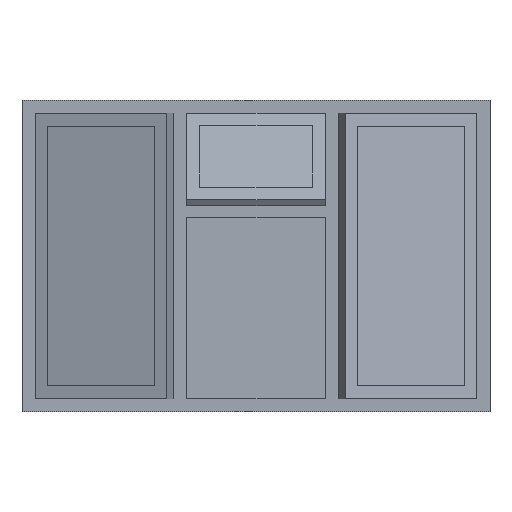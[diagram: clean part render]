
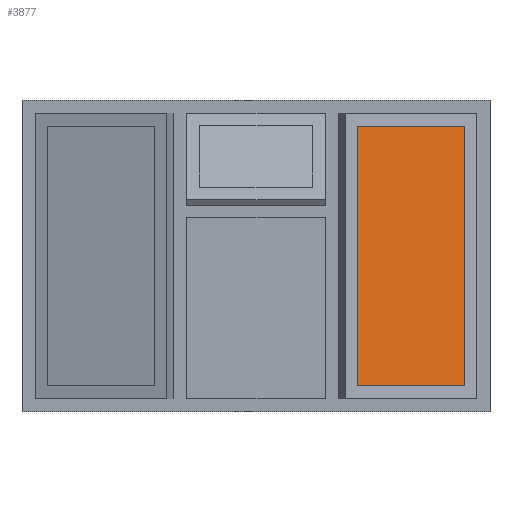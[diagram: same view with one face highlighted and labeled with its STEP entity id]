
A CAD part, front view. The second image highlights one B-rep face of the part: STEP entity #3877.
In plain terms, the highlighted planar face has unit normal (0.309, -0.951, 0).
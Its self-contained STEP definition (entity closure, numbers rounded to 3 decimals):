
#3568 = VERTEX_POINT('',#3569);
#3569 = CARTESIAN_POINT('',(461.776,-149.358,
    604.995));
#3578 = PLANE('',#3579);
#3579 = AXIS2_PLACEMENT_3D('',#3580,#3581,#3582);
#3580 = CARTESIAN_POINT('',(461.776,-149.358,
    604.995));
#3581 = DIRECTION('',(0.,0.,-1.));
#3582 = DIRECTION('',(0.951,0.309,0.)
  );
#3590 = PLANE('',#3591);
#3591 = AXIS2_PLACEMENT_3D('',#3592,#3593,#3594);
#3592 = CARTESIAN_POINT('',(461.776,-149.358,
    -395.005));
#3593 = DIRECTION('',(0.951,0.309,0.)
  );
#3594 = DIRECTION('',(0.,0.,1.));
#3631 = VERTEX_POINT('',#3632);
#3632 = CARTESIAN_POINT('',(873.901,-15.451,
    604.995));
#3646 = PLANE('',#3647);
#3647 = AXIS2_PLACEMENT_3D('',#3648,#3649,#3650);
#3648 = CARTESIAN_POINT('',(873.901,-15.451,
    604.995));
#3649 = DIRECTION('',(-0.951,-0.309,0.
    ));
#3650 = DIRECTION('',(0.,0.,-1.));
#3658 = EDGE_CURVE('',#3568,#3631,#3659,.T.);
#3659 = SURFACE_CURVE('',#3660,(#3664,#3671),.PCURVE_S1.);
#3660 = LINE('',#3661,#3662);
#3661 = CARTESIAN_POINT('',(461.776,-149.358,
    604.995));
#3662 = VECTOR('',#3663,1.);
#3663 = DIRECTION('',(0.951,0.309,0.)
  );
#3664 = PCURVE('',#3578,#3665);
#3665 = DEFINITIONAL_REPRESENTATION('',(#3666),#3670);
#3666 = LINE('',#3667,#3668);
#3667 = CARTESIAN_POINT('',(0.,0.));
#3668 = VECTOR('',#3669,1.);
#3669 = DIRECTION('',(1.,0.));
#3670 = ( GEOMETRIC_REPRESENTATION_CONTEXT(2) 
PARAMETRIC_REPRESENTATION_CONTEXT() REPRESENTATION_CONTEXT('2D SPACE',''
  ) );
#3671 = PCURVE('',#3672,#3677);
#3672 = PLANE('',#3673);
#3673 = AXIS2_PLACEMENT_3D('',#3674,#3675,#3676);
#3674 = CARTESIAN_POINT('',(667.838,-82.405,
    104.995));
#3675 = DIRECTION('',(-0.309,0.951,0.
    ));
#3676 = DIRECTION('',(0.,0.,1.));
#3677 = DEFINITIONAL_REPRESENTATION('',(#3678),#3682);
#3678 = LINE('',#3679,#3680);
#3679 = CARTESIAN_POINT('',(500.,-216.667));
#3680 = VECTOR('',#3681,1.);
#3681 = DIRECTION('',(0.,1.));
#3682 = ( GEOMETRIC_REPRESENTATION_CONTEXT(2) 
PARAMETRIC_REPRESENTATION_CONTEXT() REPRESENTATION_CONTEXT('2D SPACE',''
  ) );
#3712 = VERTEX_POINT('',#3713);
#3713 = CARTESIAN_POINT('',(873.901,-15.451,
    -395.005));
#3727 = PLANE('',#3728);
#3728 = AXIS2_PLACEMENT_3D('',#3729,#3730,#3731);
#3729 = CARTESIAN_POINT('',(873.901,-15.451,
    -395.005));
#3730 = DIRECTION('',(0.,0.,1.));
#3731 = DIRECTION('',(-0.951,-0.309,0.
    ));
#3739 = EDGE_CURVE('',#3631,#3712,#3740,.T.);
#3740 = SURFACE_CURVE('',#3741,(#3745,#3752),.PCURVE_S1.);
#3741 = LINE('',#3742,#3743);
#3742 = CARTESIAN_POINT('',(873.901,-15.451,
    604.995));
#3743 = VECTOR('',#3744,1.);
#3744 = DIRECTION('',(0.,0.,-1.));
#3745 = PCURVE('',#3646,#3746);
#3746 = DEFINITIONAL_REPRESENTATION('',(#3747),#3751);
#3747 = LINE('',#3748,#3749);
#3748 = CARTESIAN_POINT('',(0.,0.));
#3749 = VECTOR('',#3750,1.);
#3750 = DIRECTION('',(1.,0.));
#3751 = ( GEOMETRIC_REPRESENTATION_CONTEXT(2) 
PARAMETRIC_REPRESENTATION_CONTEXT() REPRESENTATION_CONTEXT('2D SPACE',''
  ) );
#3752 = PCURVE('',#3672,#3753);
#3753 = DEFINITIONAL_REPRESENTATION('',(#3754),#3758);
#3754 = LINE('',#3755,#3756);
#3755 = CARTESIAN_POINT('',(500.,216.667));
#3756 = VECTOR('',#3757,1.);
#3757 = DIRECTION('',(-1.,0.));
#3758 = ( GEOMETRIC_REPRESENTATION_CONTEXT(2) 
PARAMETRIC_REPRESENTATION_CONTEXT() REPRESENTATION_CONTEXT('2D SPACE',''
  ) );
#3788 = VERTEX_POINT('',#3789);
#3789 = CARTESIAN_POINT('',(461.776,-149.358,
    -395.005));
#3810 = EDGE_CURVE('',#3712,#3788,#3811,.T.);
#3811 = SURFACE_CURVE('',#3812,(#3816,#3823),.PCURVE_S1.);
#3812 = LINE('',#3813,#3814);
#3813 = CARTESIAN_POINT('',(873.901,-15.451,
    -395.005));
#3814 = VECTOR('',#3815,1.);
#3815 = DIRECTION('',(-0.951,-0.309,0.
    ));
#3816 = PCURVE('',#3727,#3817);
#3817 = DEFINITIONAL_REPRESENTATION('',(#3818),#3822);
#3818 = LINE('',#3819,#3820);
#3819 = CARTESIAN_POINT('',(0.,0.));
#3820 = VECTOR('',#3821,1.);
#3821 = DIRECTION('',(1.,0.));
#3822 = ( GEOMETRIC_REPRESENTATION_CONTEXT(2) 
PARAMETRIC_REPRESENTATION_CONTEXT() REPRESENTATION_CONTEXT('2D SPACE',''
  ) );
#3823 = PCURVE('',#3672,#3824);
#3824 = DEFINITIONAL_REPRESENTATION('',(#3825),#3829);
#3825 = LINE('',#3826,#3827);
#3826 = CARTESIAN_POINT('',(-500.,216.667));
#3827 = VECTOR('',#3828,1.);
#3828 = DIRECTION('',(0.,-1.));
#3829 = ( GEOMETRIC_REPRESENTATION_CONTEXT(2) 
PARAMETRIC_REPRESENTATION_CONTEXT() REPRESENTATION_CONTEXT('2D SPACE',''
  ) );
#3857 = EDGE_CURVE('',#3788,#3568,#3858,.T.);
#3858 = SURFACE_CURVE('',#3859,(#3863,#3870),.PCURVE_S1.);
#3859 = LINE('',#3860,#3861);
#3860 = CARTESIAN_POINT('',(461.776,-149.358,
    -395.005));
#3861 = VECTOR('',#3862,1.);
#3862 = DIRECTION('',(0.,0.,1.));
#3863 = PCURVE('',#3590,#3864);
#3864 = DEFINITIONAL_REPRESENTATION('',(#3865),#3869);
#3865 = LINE('',#3866,#3867);
#3866 = CARTESIAN_POINT('',(0.,0.));
#3867 = VECTOR('',#3868,1.);
#3868 = DIRECTION('',(1.,0.));
#3869 = ( GEOMETRIC_REPRESENTATION_CONTEXT(2) 
PARAMETRIC_REPRESENTATION_CONTEXT() REPRESENTATION_CONTEXT('2D SPACE',''
  ) );
#3870 = PCURVE('',#3672,#3871);
#3871 = DEFINITIONAL_REPRESENTATION('',(#3872),#3876);
#3872 = LINE('',#3873,#3874);
#3873 = CARTESIAN_POINT('',(-500.,-216.667));
#3874 = VECTOR('',#3875,1.);
#3875 = DIRECTION('',(1.,0.));
#3876 = ( GEOMETRIC_REPRESENTATION_CONTEXT(2) 
PARAMETRIC_REPRESENTATION_CONTEXT() REPRESENTATION_CONTEXT('2D SPACE',''
  ) );
#3877 = ADVANCED_FACE('',(#3878),#3672,.F.);
#3878 = FACE_BOUND('',#3879,.F.);
#3879 = EDGE_LOOP('',(#3880,#3881,#3882,#3883));
#3880 = ORIENTED_EDGE('',*,*,#3658,.T.);
#3881 = ORIENTED_EDGE('',*,*,#3739,.T.);
#3882 = ORIENTED_EDGE('',*,*,#3810,.T.);
#3883 = ORIENTED_EDGE('',*,*,#3857,.T.);
